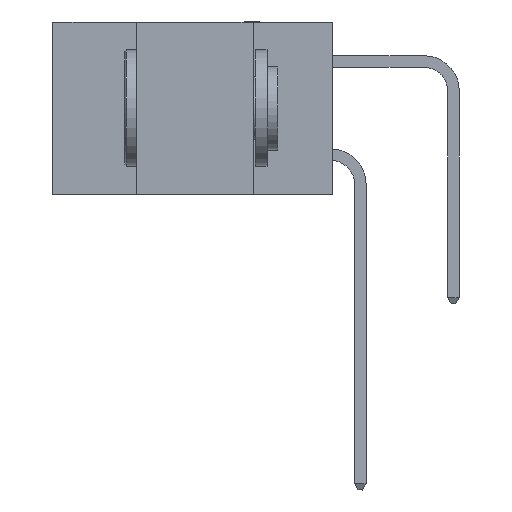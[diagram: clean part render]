
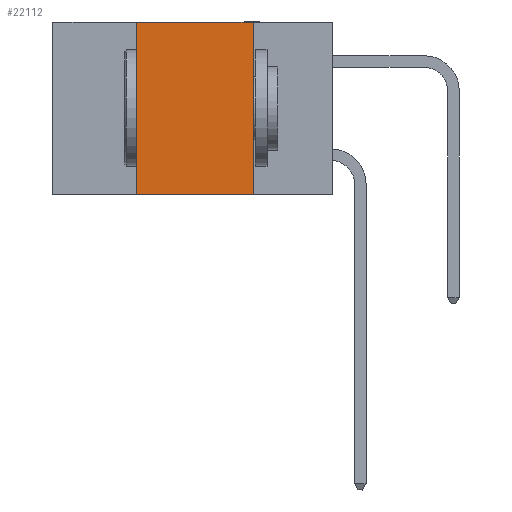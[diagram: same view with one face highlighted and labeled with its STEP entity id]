
A CAD part, left-side view. The second image highlights one B-rep face of the part: STEP entity #22112.
In plain terms, the highlighted planar face has unit normal (-1, 0, 0).
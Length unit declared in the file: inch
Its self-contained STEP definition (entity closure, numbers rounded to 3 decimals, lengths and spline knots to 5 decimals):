
#150 = PLANE ( 'NONE',  #20457 ) ;
#473 = EDGE_CURVE ( 'NONE', #19173, #19502, #21537, .T. ) ;
#882 = CARTESIAN_POINT ( 'NONE',  ( 0., 0.17, 0. ) ) ;
#1370 = ORIENTED_EDGE ( 'NONE', *, *, #473, .F. ) ;
#4413 = LINE ( 'NONE', #882, #18312 ) ;
#4541 = CARTESIAN_POINT ( 'NONE',  ( 0., 0.6, 0. ) ) ;
#4585 = ORIENTED_EDGE ( 'NONE', *, *, #4926, .F. ) ;
#4926 = EDGE_CURVE ( 'NONE', #19502, #12983, #4413, .T. ) ;
#5571 = LINE ( 'NONE', #23064, #7228 ) ;
#6059 = CARTESIAN_POINT ( 'NONE',  ( 0., 0.42, 0. ) ) ;
#6217 = DIRECTION ( 'NONE',  ( 0., -1., 0. ) ) ;
#6459 = VERTEX_POINT ( 'NONE', #7049 ) ;
#7049 = CARTESIAN_POINT ( 'NONE',  ( 0., 0.42, -0.37 ) ) ;
#7228 = VECTOR ( 'NONE', #10606, 39.37008 ) ;
#8402 = ORIENTED_EDGE ( 'NONE', *, *, #20342, .F. ) ;
#10267 = VECTOR ( 'NONE', #6217, 39.37008 ) ;
#10448 = FACE_OUTER_BOUND ( 'NONE', #21568, .T. ) ;
#10547 = VECTOR ( 'NONE', #22774, 39.37008 ) ;
#10606 = DIRECTION ( 'NONE',  ( 0., -1., 0. ) ) ;
#11093 = DIRECTION ( 'NONE',  ( 0., 0., -1. ) ) ;
#11527 = LINE ( 'NONE', #24987, #10547 ) ;
#11698 = EDGE_CURVE ( 'NONE', #6459, #12983, #5571, .T. ) ;
#12983 = VERTEX_POINT ( 'NONE', #21505 ) ;
#17861 = ORIENTED_EDGE ( 'NONE', *, *, #11698, .T. ) ;
#18088 = DIRECTION ( 'NONE',  ( 0., 0., -1. ) ) ;
#18312 = VECTOR ( 'NONE', #18088, 39.37008 ) ;
#18915 = CARTESIAN_POINT ( 'NONE',  ( 0., 0.6, 0. ) ) ;
#19173 = VERTEX_POINT ( 'NONE', #6059 ) ;
#19502 = VERTEX_POINT ( 'NONE', #23179 ) ;
#20342 = EDGE_CURVE ( 'NONE', #6459, #19173, #11527, .T. ) ;
#20457 = AXIS2_PLACEMENT_3D ( 'NONE', #4541, #25799, #11093 ) ;
#21505 = CARTESIAN_POINT ( 'NONE',  ( 0., 0.17, -0.37 ) ) ;
#21537 = LINE ( 'NONE', #18915, #10267 ) ;
#21568 = EDGE_LOOP ( 'NONE', ( #4585, #1370, #8402, #17861 ) ) ;
#22112 = ADVANCED_FACE ( 'NONE', ( #10448 ), #150, .F. ) ;
#22774 = DIRECTION ( 'NONE',  ( 0., 0., 1. ) ) ;
#23064 = CARTESIAN_POINT ( 'NONE',  ( 0., 0.6, -0.37 ) ) ;
#23179 = CARTESIAN_POINT ( 'NONE',  ( 0., 0.17, 0. ) ) ;
#24987 = CARTESIAN_POINT ( 'NONE',  ( 0., 0.42, 0. ) ) ;
#25799 = DIRECTION ( 'NONE',  ( 1., 0., 0. ) ) ;
